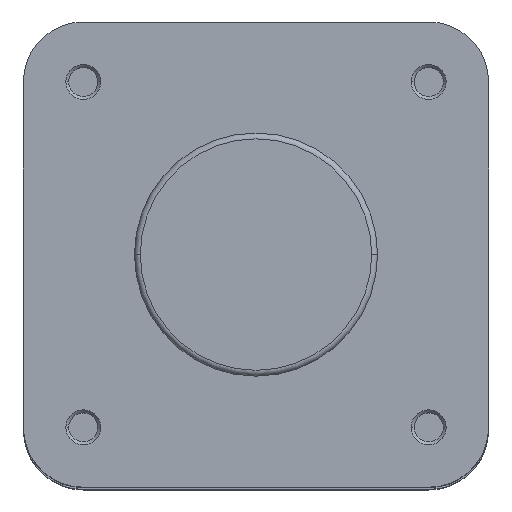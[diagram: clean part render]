
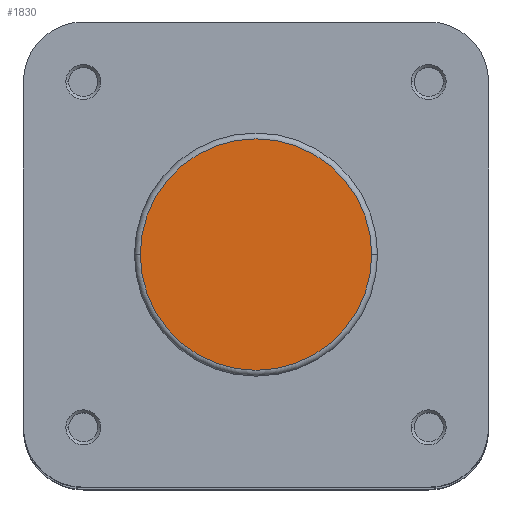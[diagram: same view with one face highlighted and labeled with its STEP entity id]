
A CAD part, top view. The second image highlights one B-rep face of the part: STEP entity #1830.
In plain terms, the highlighted planar face has unit normal (0, 0, 1).
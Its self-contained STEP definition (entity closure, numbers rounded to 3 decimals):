
#84 = FACE_OUTER_BOUND ( 'NONE', #2759, .T. ) ;
#631 = EDGE_CURVE ( 'NONE', #4947, #4550, #5130, .T. ) ;
#683 = EDGE_CURVE ( 'NONE', #4550, #4947, #5095, .T. ) ;
#943 = AXIS2_PLACEMENT_3D ( 'NONE', #4815, #4814, #4813 ) ;
#967 = AXIS2_PLACEMENT_3D ( 'NONE', #3189, #3196, #3197 ) ;
#1133 = AXIS2_PLACEMENT_3D ( 'NONE', #3870, #3873, #3874 ) ;
#1464 = CARTESIAN_POINT ( 'NONE',  ( -19.9, 0., 0. ) ) ;
#1617 = CARTESIAN_POINT ( 'NONE',  ( 19.9, 0., 0. ) ) ;
#1830 = ADVANCED_FACE ( 'NONE', ( #84 ), #3871, .F. ) ;
#2153 = ORIENTED_EDGE ( 'NONE', *, *, #631, .T. ) ;
#2154 = ORIENTED_EDGE ( 'NONE', *, *, #683, .T. ) ;
#2759 = EDGE_LOOP ( 'NONE', ( #2154, #2153 ) ) ;
#3189 = CARTESIAN_POINT ( 'NONE',  ( 0., 0., 0. ) ) ;
#3196 = DIRECTION ( 'NONE',  ( 0., 0., 1. ) ) ;
#3197 = DIRECTION ( 'NONE',  ( -1., 0., 0. ) ) ;
#3870 = CARTESIAN_POINT ( 'NONE',  ( 0., 20.9, 0. ) ) ;
#3871 = PLANE ( 'NONE',  #1133 ) ;
#3873 = DIRECTION ( 'NONE',  ( 0., 0., -1. ) ) ;
#3874 = DIRECTION ( 'NONE',  ( -1., 0., 0. ) ) ;
#4550 = VERTEX_POINT ( 'NONE', #1464 ) ;
#4813 = DIRECTION ( 'NONE',  ( -1., 0., 0. ) ) ;
#4814 = DIRECTION ( 'NONE',  ( 0., 0., 1. ) ) ;
#4815 = CARTESIAN_POINT ( 'NONE',  ( 0., 0., 0. ) ) ;
#4947 = VERTEX_POINT ( 'NONE', #1617 ) ;
#5095 = CIRCLE ( 'NONE', #967, 19.9 ) ;
#5130 = CIRCLE ( 'NONE', #943, 19.9 ) ;
